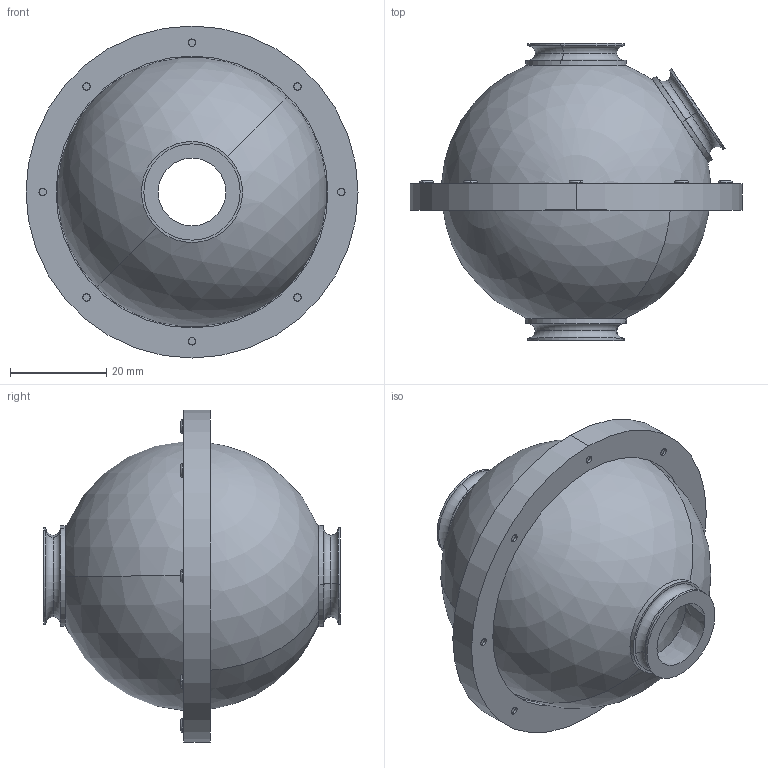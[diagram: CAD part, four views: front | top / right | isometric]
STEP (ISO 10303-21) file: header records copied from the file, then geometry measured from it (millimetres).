
FILE_DESCRIPTION (( 'STEP AP203' ), '1' );
FILE_NAME ('UIS-050-014-C-B.STEP', '2020-12-28T03:15:11', ( '' ), ( '' ), 'SwSTEP 2.0', 'SolidWorks 2020', '' );
FILE_SCHEMA (( 'CONFIG_CONTROL_DESIGN' ));
Length unit declared in the file: millimetre
Products named in the file (1): UIS-050-014-C-B
Bounding box: 69 x 61.71 x 69 mm (x, y, z)
Surface area: 27263 mm2 (no closed solid volume)
Topology: 0 solids, 25 shells, 182 faces, 577 edges, 404 vertices
Faces by surface type: plane 86, torus 44, cylinder 38, sphere 8, cone 6
Entity records: 6474 total; most frequent: DIRECTION 1195, CARTESIAN_POINT 1152, ORIENTED_EDGE 914, EDGE_CURVE 569, AXIS2_PLACEMENT_3D 443, VERTEX_POINT 400, LINE 309, VECTOR 309
